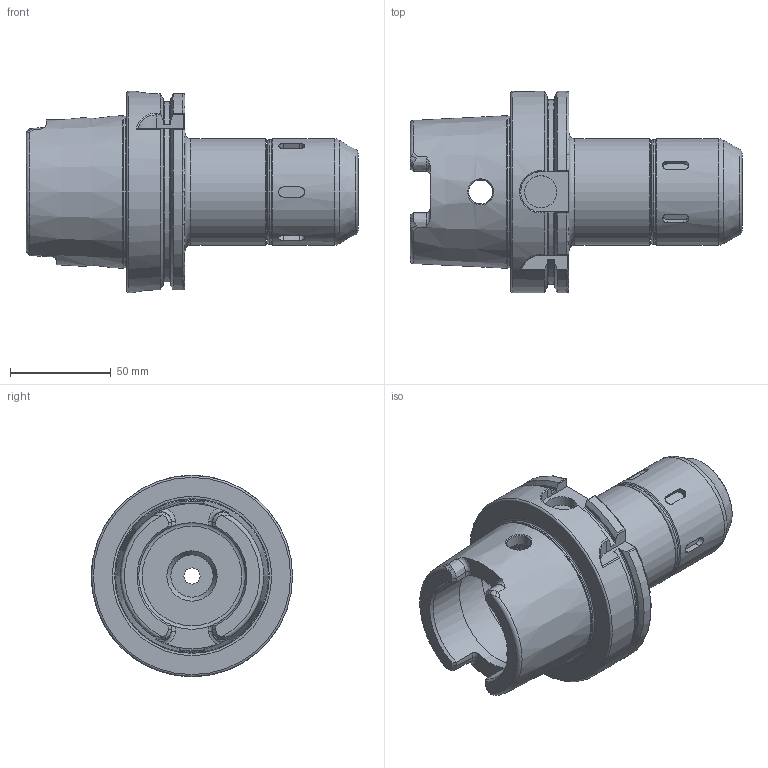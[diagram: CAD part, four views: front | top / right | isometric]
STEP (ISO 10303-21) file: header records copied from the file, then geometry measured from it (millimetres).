
FILE_DESCRIPTION(/* description */ (''),/* implementation_level */ '2;1');
FILE_NAME(/* name */ 'HSK100A-MC20-115.stp',/* time_stamp */ '2019-07-10T13:30:58-05:00',/* author */ ('ldfli'),/* organization */ ('Pioneer N.A.'),/* preprocessor_version */ 'ST-DEVELOPER v18',/* originating_system */ 'Autodesk Inventor LT',/* authorisation */ '');
FILE_SCHEMA (('AUTOMOTIVE_DESIGN { 1 0 10303 214 3 1 1 }'));
Length unit declared in the file: millimetre
Products named in the file (1): HSK100A-MC20-115
Bounding box: 165 x 100 x 100 mm (x, y, z)
Volume: 403734.2 mm3; surface area: 82826.5 mm2
Topology: 2 solids, 3 shells, 327 faces, 934 edges, 628 vertices
Faces by surface type: plane 137, cylinder 89, bspline 50, torus 31, cone 20
Full cylindrical faces by diameter (mm): 8 x1, 10 x1, 12 x2, 13.835 x1, 16 x1, 21 x2, 25 x1, 26 x1, 39.7 x2, 46.7 x2, 52 x1, 53 x4, 63 x1, 75.519 x1, 100 x1
Entity records: 14120 total; most frequent: CARTESIAN_POINT 5779, ORIENTED_EDGE 1872, DIRECTION 1600, EDGE_CURVE 936, VERTEX_POINT 630, AXIS2_PLACEMENT_3D 596, LINE 408, VECTOR 408
